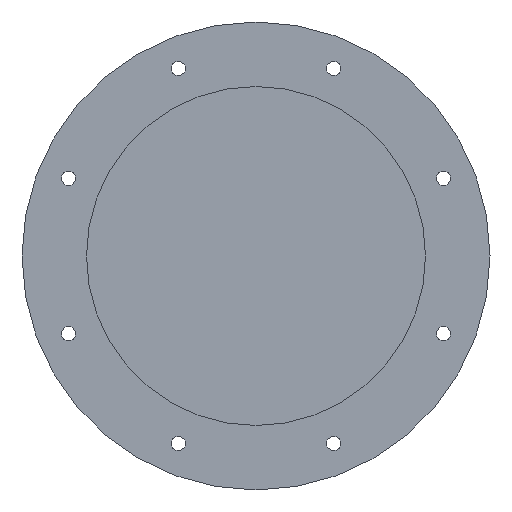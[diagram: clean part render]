
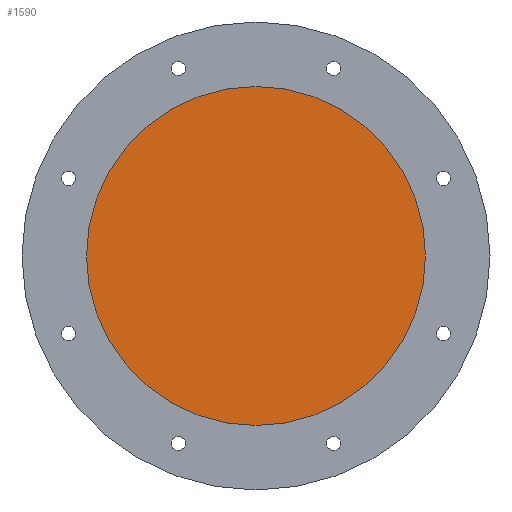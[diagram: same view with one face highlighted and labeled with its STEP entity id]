
A CAD part, left-side view. The second image highlights one B-rep face of the part: STEP entity #1590.
In plain terms, the highlighted planar face has unit normal (-1, 0, 0).
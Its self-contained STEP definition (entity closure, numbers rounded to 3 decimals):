
#7 = AXIS2_PLACEMENT_3D ( 'NONE', #1533, #21, #674 ) ;
#21 = DIRECTION ( 'NONE',  ( -1., 0., 0. ) ) ;
#92 = CIRCLE ( 'NONE', #746, 35.5 ) ;
#138 = CARTESIAN_POINT ( 'NONE',  ( -11., 0., 0. ) ) ;
#371 = CIRCLE ( 'NONE', #1595, 35.5 ) ;
#517 = DIRECTION ( 'NONE',  ( -1., 0., 0. ) ) ;
#674 = DIRECTION ( 'NONE',  ( 0., 0., -1. ) ) ;
#746 = AXIS2_PLACEMENT_3D ( 'NONE', #1213, #517, #1526 ) ;
#768 = ORIENTED_EDGE ( 'NONE', *, *, #939, .T. ) ;
#822 = FACE_OUTER_BOUND ( 'NONE', #1535, .T. ) ;
#911 = CARTESIAN_POINT ( 'NONE',  ( -11., 0., 35.5 ) ) ;
#932 = CARTESIAN_POINT ( 'NONE',  ( -11., 0., -35.5 ) ) ;
#935 = VERTEX_POINT ( 'NONE', #932 ) ;
#939 = EDGE_CURVE ( 'NONE', #1405, #935, #371, .T. ) ;
#1140 = ORIENTED_EDGE ( 'NONE', *, *, #1333, .T. ) ;
#1213 = CARTESIAN_POINT ( 'NONE',  ( -11., 0., 0. ) ) ;
#1228 = DIRECTION ( 'NONE',  ( 0., 0., -1. ) ) ;
#1232 = PLANE ( 'NONE',  #7 ) ;
#1333 = EDGE_CURVE ( 'NONE', #935, #1405, #92, .T. ) ;
#1405 = VERTEX_POINT ( 'NONE', #911 ) ;
#1526 = DIRECTION ( 'NONE',  ( 0., 0., -1. ) ) ;
#1533 = CARTESIAN_POINT ( 'NONE',  ( -11., 0., 0. ) ) ;
#1535 = EDGE_LOOP ( 'NONE', ( #768, #1140 ) ) ;
#1590 = ADVANCED_FACE ( 'NONE', ( #822 ), #1232, .T. ) ;
#1595 = AXIS2_PLACEMENT_3D ( 'NONE', #138, #1673, #1228 ) ;
#1673 = DIRECTION ( 'NONE',  ( -1., 0., 0. ) ) ;
